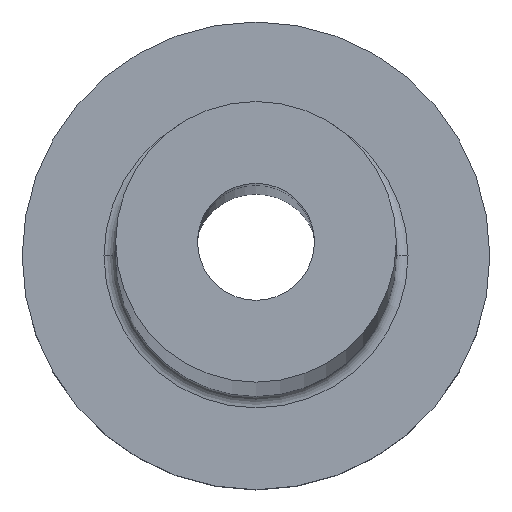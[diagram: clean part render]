
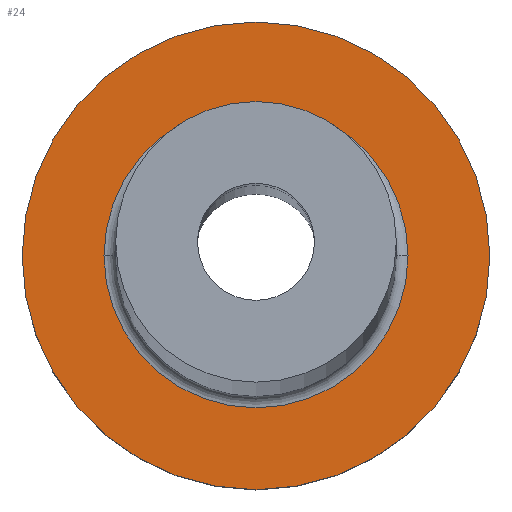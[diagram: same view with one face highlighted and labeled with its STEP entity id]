
A CAD part, top view. The second image highlights one B-rep face of the part: STEP entity #24.
In plain terms, the highlighted planar face has unit normal (0, 0, 1).
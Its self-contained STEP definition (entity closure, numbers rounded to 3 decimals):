
#9 = VERTEX_POINT ( 'NONE', #349 ) ;
#24 = ADVANCED_FACE ( 'NONE', ( #312, #139 ), #171, .T. ) ;
#31 = AXIS2_PLACEMENT_3D ( 'NONE', #305, #89, #268 ) ;
#45 = CIRCLE ( 'NONE', #165, 10. ) ;
#67 = DIRECTION ( 'NONE',  ( 0., 0., 1. ) ) ;
#81 = DIRECTION ( 'NONE',  ( 1., 0., 0. ) ) ;
#87 = EDGE_LOOP ( 'NONE', ( #338, #374 ) ) ;
#89 = DIRECTION ( 'NONE',  ( 0., 0., -1. ) ) ;
#121 = CARTESIAN_POINT ( 'NONE',  ( -10., 0., 7. ) ) ;
#125 = DIRECTION ( 'NONE',  ( 0., 0., 1. ) ) ;
#135 = CARTESIAN_POINT ( 'NONE',  ( 0., 0., 7. ) ) ;
#136 = AXIS2_PLACEMENT_3D ( 'NONE', #135, #67, #276 ) ;
#139 = FACE_OUTER_BOUND ( 'NONE', #87, .T. ) ;
#165 = AXIS2_PLACEMENT_3D ( 'NONE', #394, #218, #422 ) ;
#171 = PLANE ( 'NONE',  #136 ) ;
#198 = ORIENTED_EDGE ( 'NONE', *, *, #220, .T. ) ;
#199 = VERTEX_POINT ( 'NONE', #239 ) ;
#202 = EDGE_CURVE ( 'NONE', #403, #9, #45, .T. ) ;
#218 = DIRECTION ( 'NONE',  ( 0., 0., 1. ) ) ;
#220 = EDGE_CURVE ( 'NONE', #288, #199, #277, .T. ) ;
#224 = CIRCLE ( 'NONE', #232, 10. ) ;
#232 = AXIS2_PLACEMENT_3D ( 'NONE', #295, #125, #294 ) ;
#239 = CARTESIAN_POINT ( 'NONE',  ( 6.5, 0., 7. ) ) ;
#248 = CARTESIAN_POINT ( 'NONE',  ( -6.5, 0., 7. ) ) ;
#268 = DIRECTION ( 'NONE',  ( 1., 0., 0. ) ) ;
#276 = DIRECTION ( 'NONE',  ( 1., 0., 0. ) ) ;
#277 = CIRCLE ( 'NONE', #282, 6.5 ) ;
#281 = DIRECTION ( 'NONE',  ( 0., 0., -1. ) ) ;
#282 = AXIS2_PLACEMENT_3D ( 'NONE', #352, #281, #81 ) ;
#288 = VERTEX_POINT ( 'NONE', #248 ) ;
#294 = DIRECTION ( 'NONE',  ( 1., 0., 0. ) ) ;
#295 = CARTESIAN_POINT ( 'NONE',  ( 0., 0., 7. ) ) ;
#305 = CARTESIAN_POINT ( 'NONE',  ( 0., 0., 7. ) ) ;
#312 = FACE_BOUND ( 'NONE', #391, .T. ) ;
#338 = ORIENTED_EDGE ( 'NONE', *, *, #202, .T. ) ;
#349 = CARTESIAN_POINT ( 'NONE',  ( 10., 0., 7. ) ) ;
#352 = CARTESIAN_POINT ( 'NONE',  ( 0., 0., 7. ) ) ;
#374 = ORIENTED_EDGE ( 'NONE', *, *, #461, .T. ) ;
#379 = EDGE_CURVE ( 'NONE', #199, #288, #430, .T. ) ;
#391 = EDGE_LOOP ( 'NONE', ( #409, #198 ) ) ;
#394 = CARTESIAN_POINT ( 'NONE',  ( 0., 0., 7. ) ) ;
#403 = VERTEX_POINT ( 'NONE', #121 ) ;
#409 = ORIENTED_EDGE ( 'NONE', *, *, #379, .T. ) ;
#422 = DIRECTION ( 'NONE',  ( 1., 0., 0. ) ) ;
#430 = CIRCLE ( 'NONE', #31, 6.5 ) ;
#461 = EDGE_CURVE ( 'NONE', #9, #403, #224, .T. ) ;
